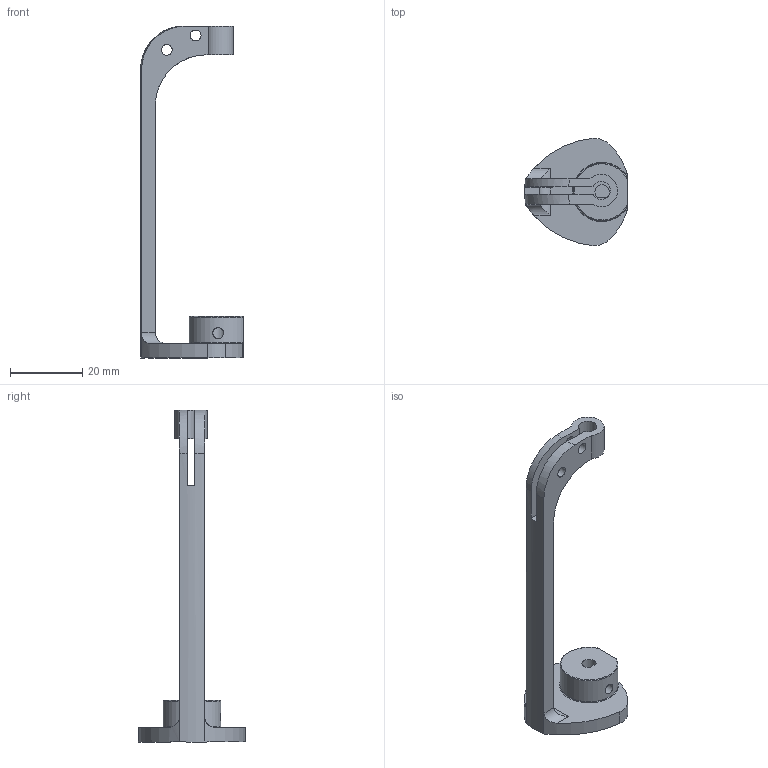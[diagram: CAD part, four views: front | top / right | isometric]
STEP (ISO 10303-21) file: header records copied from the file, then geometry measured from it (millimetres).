
FILE_DESCRIPTION(/* description */ (''),/* implementation_level */ '2;1');
FILE_NAME(/* name */ '',/* time_stamp */ '2022-11-08T19:15:47+08:00',/* author */ (''),/* organization */ (''),/* preprocessor_version */ 'ST-DEVELOPER v19.2',/* originating_system */ 'Autodesk Translation Framework v11.17.0.187',/* authorisation */ '');
FILE_SCHEMA (('AUTOMOTIVE_DESIGN { 1 0 10303 214 3 1 1 }'));
Length unit declared in the file: millimetre
Products named in the file (2): 连接件(终); Spur Gear (24 teeth) (1)
Assembly tree (1 placements, depth 2):
  连接件(终)
    Spur Gear (24 teeth) (1)
Bounding box: 28.49 x 29.73 x 92 mm (x, y, z)
Volume: 6607.6 mm3; surface area: 5516.5 mm2
Topology: 1 solids, 1 shells, 69 faces, 194 edges, 128 vertices
Faces by surface type: cylinder 34, plane 31, bspline 2, torus 2
Full cylindrical faces by diameter (mm): 3 x5
Entity records: 2507 total; most frequent: CARTESIAN_POINT 609, DIRECTION 390, ORIENTED_EDGE 388, EDGE_CURVE 194, AXIS2_PLACEMENT_3D 142, VERTEX_POINT 128, LINE 106, VECTOR 106
